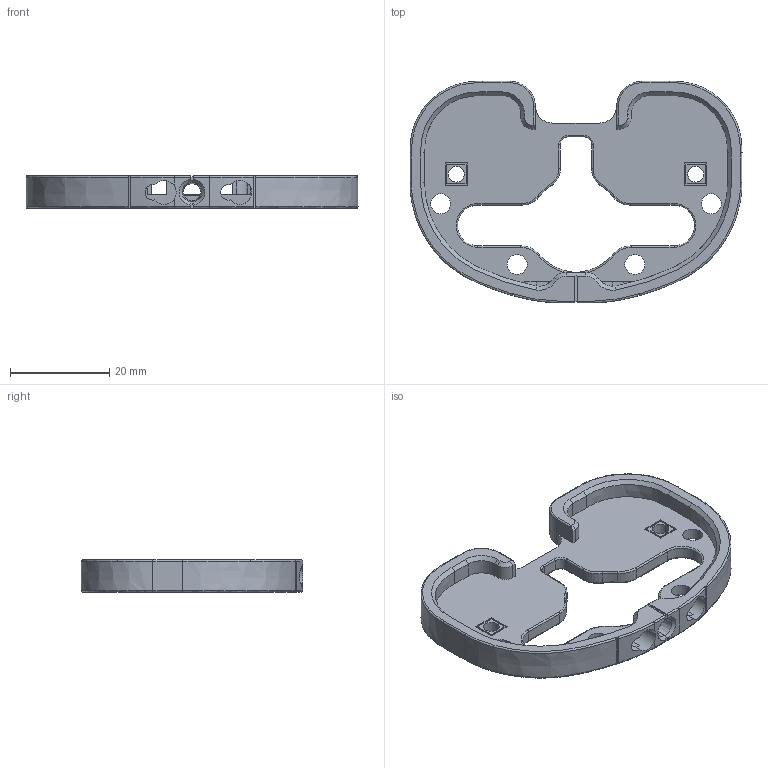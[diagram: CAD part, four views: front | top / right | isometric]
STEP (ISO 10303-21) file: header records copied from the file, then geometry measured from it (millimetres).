
FILE_DESCRIPTION((''),'2;1');
FILE_NAME('SZ-25-W','2011-05-31T',('Administrator'),(''),'PRO/ENGINEER BY PARAMETRIC TECHNOLOGY CORPORATION, 2001280','PRO/ENGINEER BY PARAMETRIC TECHNOLOGY CORPORATION, 2001280','');
FILE_SCHEMA(('CONFIG_CONTROL_DESIGN'));
Length unit declared in the file: millimetre
Products named in the file (1): SZ-25-W
Bounding box: 66.96 x 44.65 x 6.52 mm (x, y, z)
Volume: 6754.2 mm3; surface area: 6074.5 mm2
Topology: 1 solids, 1 shells, 249 faces, 629 edges, 384 vertices
Faces by surface type: plane 85, cylinder 79, torus 33, cone 24, bspline 16, extrusion 12
Entity records: 9193 total; most frequent: CARTESIAN_POINT 3175, ORIENTED_EDGE 1258, DIRECTION 1243, EDGE_CURVE 629, AXIS2_PLACEMENT_3D 458, VERTEX_POINT 384, VECTOR 327, LINE 315
